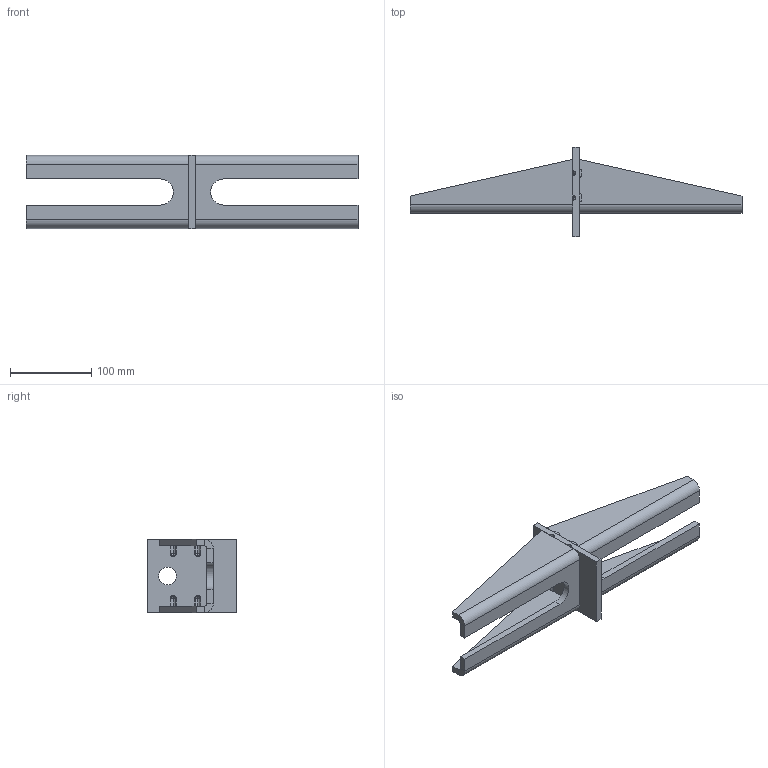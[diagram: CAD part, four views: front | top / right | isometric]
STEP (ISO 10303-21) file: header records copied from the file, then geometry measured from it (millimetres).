
FILE_DESCRIPTION (( 'STEP AP203' ), '1' );
FILE_NAME ('1.27.B06.STEP', '2016-11-11T13:55:28', ( '' ), ( '' ), 'SwSTEP 2.0', 'SolidWorks 2016', '' );
FILE_SCHEMA (( 'CONFIG_CONTROL_DESIGN' ));
Length unit declared in the file: millimetre
Products named in the file (1): 1.27.B06
Bounding box: 408 x 110 x 90 mm (x, y, z)
Volume: 481972.5 mm3; surface area: 141769.6 mm2
Topology: 3 solids, 3 shells, 109 faces, 261 edges, 158 vertices
Faces by surface type: plane 52, cylinder 37, torus 12, sphere 8
Entity records: 3212 total; most frequent: DIRECTION 583, CARTESIAN_POINT 535, ORIENTED_EDGE 522, EDGE_CURVE 261, AXIS2_PLACEMENT_3D 214, VERTEX_POINT 158, LINE 155, VECTOR 155
